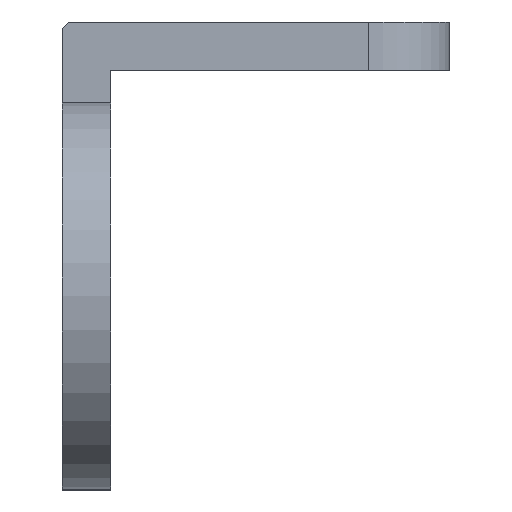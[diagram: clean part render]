
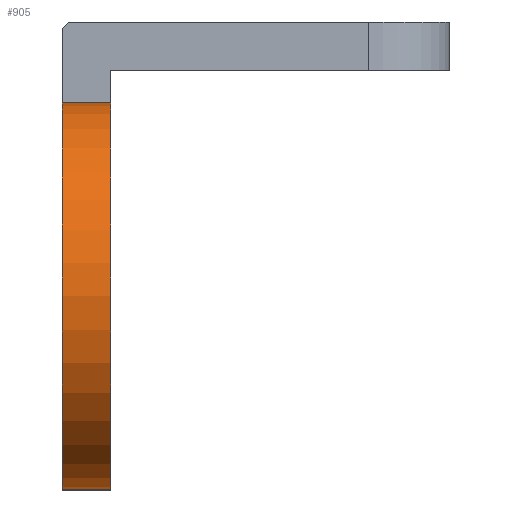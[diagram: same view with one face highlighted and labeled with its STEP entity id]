
A CAD part, left-side view. The second image highlights one B-rep face of the part: STEP entity #905.
In plain terms, the highlighted cylindrical face has radius 12 mm (diameter 24 mm), a partial arc.
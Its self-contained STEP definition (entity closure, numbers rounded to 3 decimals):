
#2 = FACE_OUTER_BOUND ( 'NONE', #296, .T. ) ;
#74 = VERTEX_POINT ( 'NONE', #736 ) ;
#86 = CARTESIAN_POINT ( 'NONE',  ( -78., 3., -12. ) ) ;
#102 = LINE ( 'NONE', #1067, #1030 ) ;
#156 = AXIS2_PLACEMENT_3D ( 'NONE', #738, #444, #645 ) ;
#185 = EDGE_CURVE ( 'NONE', #74, #443, #938, .T. ) ;
#235 = AXIS2_PLACEMENT_3D ( 'NONE', #916, #908, #543 ) ;
#261 = CARTESIAN_POINT ( 'NONE',  ( -78., 3., 12. ) ) ;
#269 = ORIENTED_EDGE ( 'NONE', *, *, #367, .T. ) ;
#296 = EDGE_LOOP ( 'NONE', ( #269, #546, #576, #1134 ) ) ;
#340 = CARTESIAN_POINT ( 'NONE',  ( -78., 0., -12. ) ) ;
#367 = EDGE_CURVE ( 'NONE', #443, #851, #1196, .T. ) ;
#374 = DIRECTION ( 'NONE',  ( 0., 0., -1. ) ) ;
#443 = VERTEX_POINT ( 'NONE', #340 ) ;
#444 = DIRECTION ( 'NONE',  ( 0., 1., 0. ) ) ;
#468 = CARTESIAN_POINT ( 'NONE',  ( -78., 3., 0. ) ) ;
#488 = CYLINDRICAL_SURFACE ( 'NONE', #791, 12. ) ;
#525 = CARTESIAN_POINT ( 'NONE',  ( -78., 0., 12. ) ) ;
#543 = DIRECTION ( 'NONE',  ( 0., 0., 1. ) ) ;
#546 = ORIENTED_EDGE ( 'NONE', *, *, #926, .F. ) ;
#562 = DIRECTION ( 'NONE',  ( 0., -1., 0. ) ) ;
#570 = DIRECTION ( 'NONE',  ( 0., -1., 0. ) ) ;
#576 = ORIENTED_EDGE ( 'NONE', *, *, #1248, .F. ) ;
#583 = DIRECTION ( 'NONE',  ( 0., -1., 0. ) ) ;
#602 = CIRCLE ( 'NONE', #156, 12. ) ;
#645 = DIRECTION ( 'NONE',  ( 0., 0., 1. ) ) ;
#702 = VECTOR ( 'NONE', #562, 1000. ) ;
#736 = CARTESIAN_POINT ( 'NONE',  ( -78., 3., -12. ) ) ;
#738 = CARTESIAN_POINT ( 'NONE',  ( -78., 3., 0. ) ) ;
#766 = VERTEX_POINT ( 'NONE', #261 ) ;
#791 = AXIS2_PLACEMENT_3D ( 'NONE', #468, #570, #374 ) ;
#851 = VERTEX_POINT ( 'NONE', #525 ) ;
#905 = ADVANCED_FACE ( 'NONE', ( #2 ), #488, .T. ) ;
#908 = DIRECTION ( 'NONE',  ( 0., 1., 0. ) ) ;
#916 = CARTESIAN_POINT ( 'NONE',  ( -78., 0., 0. ) ) ;
#926 = EDGE_CURVE ( 'NONE', #766, #851, #102, .T. ) ;
#938 = LINE ( 'NONE', #86, #702 ) ;
#1030 = VECTOR ( 'NONE', #583, 1000. ) ;
#1067 = CARTESIAN_POINT ( 'NONE',  ( -78., 3., 12. ) ) ;
#1134 = ORIENTED_EDGE ( 'NONE', *, *, #185, .T. ) ;
#1196 = CIRCLE ( 'NONE', #235, 12. ) ;
#1248 = EDGE_CURVE ( 'NONE', #74, #766, #602, .T. ) ;
